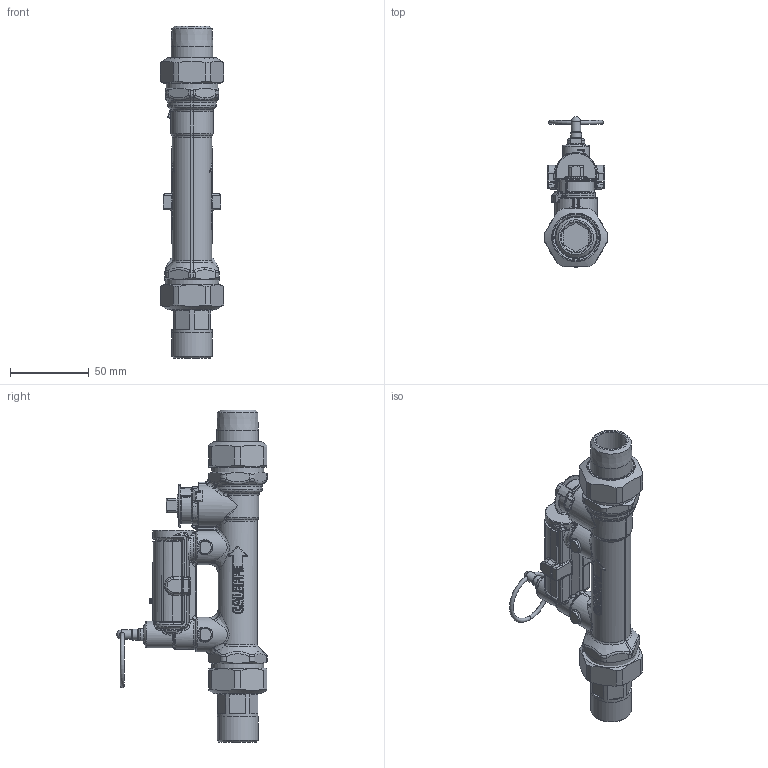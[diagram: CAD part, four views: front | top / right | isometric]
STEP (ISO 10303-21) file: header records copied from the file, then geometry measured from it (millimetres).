
FILE_DESCRIPTION(/* description */ (''),/* implementation_level */ '2;1');
FILE_NAME(/* name */ '132550AFC.stp',/* time_stamp */ '2025-07-15T15:05:07-05:00',/* author */ ('ischreiner'),/* organization */ (''),/* preprocessor_version */ 'ST-DEVELOPER v20',/* originating_system */ 'Autodesk Inventor 2025',/* authorisation */ '');
FILE_SCHEMA (('AUTOMOTIVE_DESIGN { 1 0 10303 214 3 1 1 }'));
Length unit declared in the file: inch
Products named in the file (5): 132550AFC; 132637 - TST; F61008 - 1 inch union nut; 59840A; 31901A
Assembly tree (5 placements, depth 2):
  132550AFC
    132637 - TST
    F61008 - 1 inch union nut  x2
    59840A
    31901A
Bounding box: 40.63 x 95.91 x 211.4 mm (x, y, z)
Volume: 203706.8 mm3; surface area: 54012.9 mm2
Topology: 8 solids, 8 shells, 1825 faces, 4302 edges, 2447 vertices
Faces by surface type: bspline 924, cylinder 376, plane 284, sphere 107, torus 68, cone 66
Full cylindrical faces by diameter (mm): 2.5 x1, 3 x1, 3.1 x1, 3.3 x1, 4.1 x1, 4.2 x1, 6 x2, 7 x1, 14.5 x1, 17 x1, 19 x1, 22 x1, 22.7 x2, 24.2 x1, 26 x3, 26.5 x1, 26.924 x2, 30 x2, 30.302 x2, 33.1 x2
Entity records: 122479 total; most frequent: CARTESIAN_POINT 85432, ORIENTED_EDGE 8334, DIRECTION 6612, EDGE_CURVE 4167, AXIS2_PLACEMENT_3D 2867, VERTEX_POINT 2412, EDGE_LOOP 1853, FACE_OUTER_BOUND 1804
